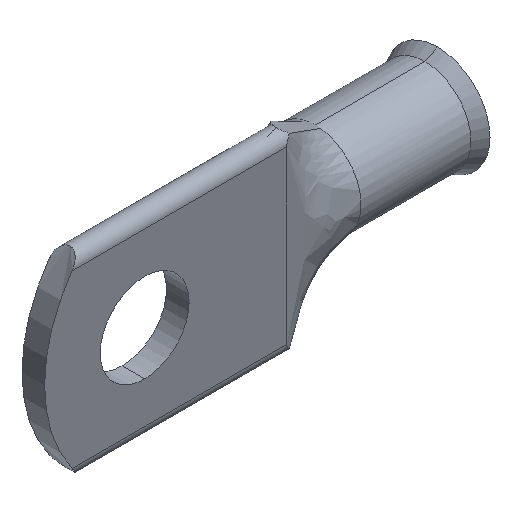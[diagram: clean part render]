
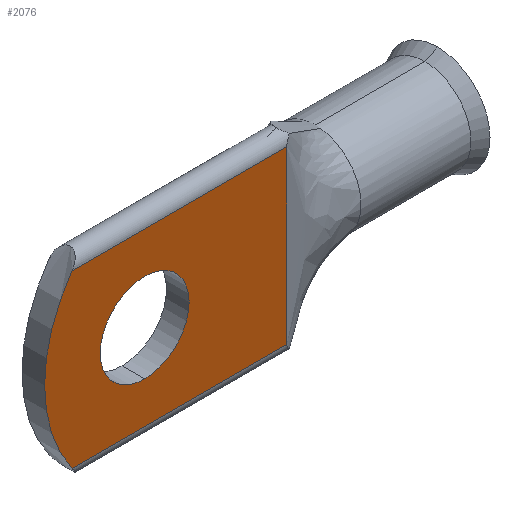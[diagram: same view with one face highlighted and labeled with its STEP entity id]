
A CAD part, isometric view. The second image highlights one B-rep face of the part: STEP entity #2076.
In plain terms, the highlighted planar face has unit normal (0, -1, 0).
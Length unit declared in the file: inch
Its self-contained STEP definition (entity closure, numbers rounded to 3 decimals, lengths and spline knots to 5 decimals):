
#61 = EDGE_LOOP ( 'NONE', ( #2412, #1718 ) ) ;
#82 = AXIS2_PLACEMENT_3D ( 'NONE', #2495, #1641, #1586 ) ;
#95 = LINE ( 'NONE', #738, #1149 ) ;
#296 = CARTESIAN_POINT ( 'NONE',  ( -0.28958, -0.035, 0.265 ) ) ;
#359 = EDGE_CURVE ( 'NONE', #2567, #1441, #752, .T. ) ;
#418 = CIRCLE ( 'NONE', #1715, 0.1375 ) ;
#431 = VERTEX_POINT ( 'NONE', #852 ) ;
#480 = ORIENTED_EDGE ( 'NONE', *, *, #1129, .T. ) ;
#493 = DIRECTION ( 'NONE',  ( 0., -1., 0. ) ) ;
#638 = DIRECTION ( 'NONE',  ( 0., 0., -1. ) ) ;
#662 = AXIS2_PLACEMENT_3D ( 'NONE', #2212, #493, #638 ) ;
#683 = FACE_OUTER_BOUND ( 'NONE', #2363, .T. ) ;
#703 = ORIENTED_EDGE ( 'NONE', *, *, #1270, .T. ) ;
#736 = CIRCLE ( 'NONE', #2270, 0.1375 ) ;
#738 = CARTESIAN_POINT ( 'NONE',  ( 0.375, -0.035, 0. ) ) ;
#752 = CIRCLE ( 'NONE', #82, 0.45378 ) ;
#852 = CARTESIAN_POINT ( 'NONE',  ( 0.375, -0.035, -0.265 ) ) ;
#871 = DIRECTION ( 'NONE',  ( 1., 0., 0. ) ) ;
#993 = DIRECTION ( 'NONE',  ( 0., -1., 0. ) ) ;
#1129 = EDGE_CURVE ( 'NONE', #431, #1181, #95, .T. ) ;
#1149 = VECTOR ( 'NONE', #1608, 39.37008 ) ;
#1181 = VERTEX_POINT ( 'NONE', #2699 ) ;
#1205 = LINE ( 'NONE', #1277, #1376 ) ;
#1217 = DIRECTION ( 'NONE',  ( 0., 0., -1. ) ) ;
#1223 = ORIENTED_EDGE ( 'NONE', *, *, #359, .T. ) ;
#1232 = DIRECTION ( 'NONE',  ( 0., -1., 0. ) ) ;
#1270 = EDGE_CURVE ( 'NONE', #1181, #2567, #1205, .T. ) ;
#1277 = CARTESIAN_POINT ( 'NONE',  ( -0.28958, -0.035, 0.265 ) ) ;
#1320 = CARTESIAN_POINT ( 'NONE',  ( 0.07878, -0.035, -0.265 ) ) ;
#1376 = VECTOR ( 'NONE', #1555, 39.37008 ) ;
#1441 = VERTEX_POINT ( 'NONE', #2697 ) ;
#1555 = DIRECTION ( 'NONE',  ( -1., 0., 0. ) ) ;
#1586 = DIRECTION ( 'NONE',  ( 0., 0., -1. ) ) ;
#1608 = DIRECTION ( 'NONE',  ( 0., 0., 1. ) ) ;
#1641 = DIRECTION ( 'NONE',  ( 0., -1., 0. ) ) ;
#1713 = LINE ( 'NONE', #1320, #1876 ) ;
#1715 = AXIS2_PLACEMENT_3D ( 'NONE', #2014, #993, #1217 ) ;
#1718 = ORIENTED_EDGE ( 'NONE', *, *, #2662, .F. ) ;
#1805 = DIRECTION ( 'NONE',  ( 0., 0., -1. ) ) ;
#1830 = EDGE_CURVE ( 'NONE', #1441, #431, #1713, .T. ) ;
#1876 = VECTOR ( 'NONE', #871, 39.37008 ) ;
#1880 = VERTEX_POINT ( 'NONE', #2484 ) ;
#1935 = CARTESIAN_POINT ( 'NONE',  ( -0.065, -0.035, 0. ) ) ;
#2014 = CARTESIAN_POINT ( 'NONE',  ( -0.065, -0.035, 0. ) ) ;
#2076 = ADVANCED_FACE ( 'NONE', ( #2570, #683 ), #2425, .T. ) ;
#2164 = CARTESIAN_POINT ( 'NONE',  ( -0.065, -0.035, -0.1375 ) ) ;
#2212 = CARTESIAN_POINT ( 'NONE',  ( 0.07878, -0.035, 0. ) ) ;
#2270 = AXIS2_PLACEMENT_3D ( 'NONE', #1935, #1232, #1805 ) ;
#2363 = EDGE_LOOP ( 'NONE', ( #1223, #2663, #480, #703 ) ) ;
#2412 = ORIENTED_EDGE ( 'NONE', *, *, #2605, .F. ) ;
#2421 = VERTEX_POINT ( 'NONE', #2164 ) ;
#2425 = PLANE ( 'NONE',  #662 ) ;
#2484 = CARTESIAN_POINT ( 'NONE',  ( -0.065, -0.035, 0.1375 ) ) ;
#2495 = CARTESIAN_POINT ( 'NONE',  ( 0.07878, -0.035, 0. ) ) ;
#2567 = VERTEX_POINT ( 'NONE', #296 ) ;
#2570 = FACE_BOUND ( 'NONE', #61, .T. ) ;
#2605 = EDGE_CURVE ( 'NONE', #1880, #2421, #418, .T. ) ;
#2662 = EDGE_CURVE ( 'NONE', #2421, #1880, #736, .T. ) ;
#2663 = ORIENTED_EDGE ( 'NONE', *, *, #1830, .T. ) ;
#2697 = CARTESIAN_POINT ( 'NONE',  ( -0.28958, -0.035, -0.265 ) ) ;
#2699 = CARTESIAN_POINT ( 'NONE',  ( 0.375, -0.035, 0.265 ) ) ;
